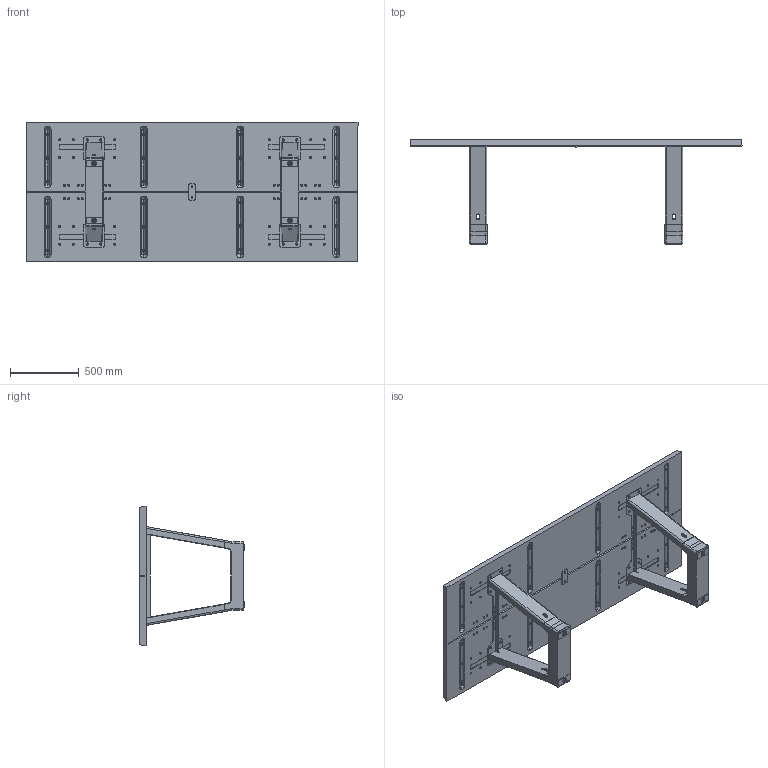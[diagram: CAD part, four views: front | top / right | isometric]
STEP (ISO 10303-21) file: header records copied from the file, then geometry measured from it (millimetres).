
FILE_DESCRIPTION (( 'STEP AP203' ), '1' );
FILE_NAME ('BASE_240x100x75.STEP', '2020-03-27T13:16:44', ( '' ), ( '' ), 'SwSTEP 2.0', 'SolidWorks 2019', '' );
FILE_SCHEMA (( 'CONFIG_CONTROL_DESIGN' ));
Length unit declared in the file: millimetre
Products named in the file (1): BASE_240x100x75
Bounding box: 2414 x 758.61 x 1014 mm (x, y, z)
Surface area: 7257873.7 mm2 (no closed solid volume)
Topology: 0 solids, 216 shells, 1222 faces, 5356 edges, 4262 vertices
Faces by surface type: plane 542, cylinder 496, sphere 88, cone 64, torus 28, bspline 4
Entity records: 56418 total; most frequent: CARTESIAN_POINT 12008, DIRECTION 10024, ORIENTED_EDGE 7286, EDGE_CURVE 5332, VERTEX_POINT 4262, AXIS2_PLACEMENT_3D 3704, VECTOR 2616, LINE 2616
